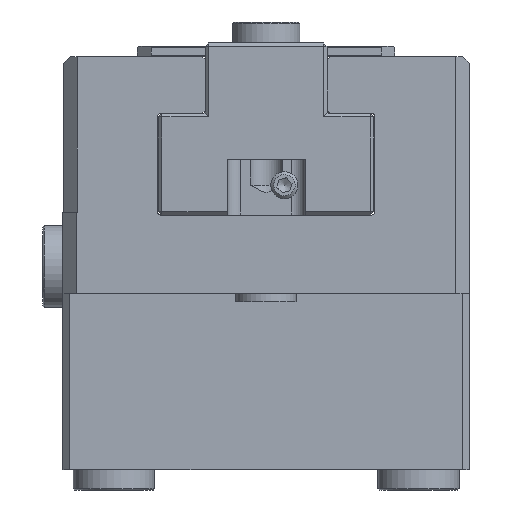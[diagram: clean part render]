
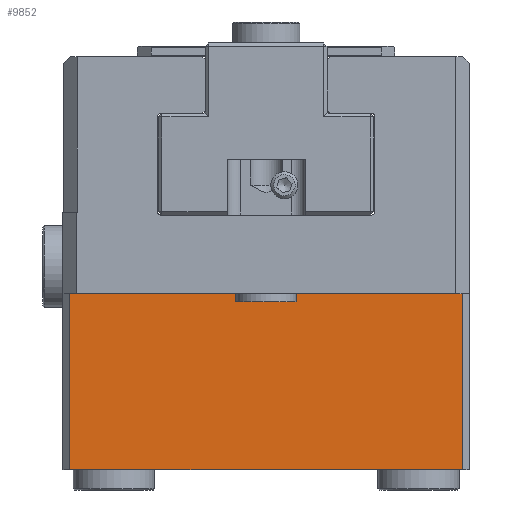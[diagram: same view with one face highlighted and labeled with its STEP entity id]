
A CAD part, left-side view. The second image highlights one B-rep face of the part: STEP entity #9852.
In plain terms, the highlighted planar face has unit normal (-1, 0, 0).
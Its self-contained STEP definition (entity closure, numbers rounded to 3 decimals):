
#945=PLANE('',#10655);
#1223=FACE_OUTER_BOUND('',#1768,.T.);
#1768=EDGE_LOOP('',(#6952,#6953,#6954,#6955));
#2436=LINE('',#14872,#3256);
#2441=LINE('',#14883,#3261);
#2442=LINE('',#14885,#3262);
#2443=LINE('',#14886,#3263);
#3256=VECTOR('',#11652,10.);
#3261=VECTOR('',#11661,10.);
#3262=VECTOR('',#11664,10.);
#3263=VECTOR('',#11665,10.);
#4315=VERTEX_POINT('',#14869);
#4316=VERTEX_POINT('',#14871);
#4317=VERTEX_POINT('',#14876);
#4320=VERTEX_POINT('',#14881);
#5364=EDGE_CURVE('',#4315,#4316,#2436,.T.);
#5369=EDGE_CURVE('',#4320,#4317,#2441,.T.);
#5370=EDGE_CURVE('',#4317,#4315,#2442,.T.);
#5371=EDGE_CURVE('',#4320,#4316,#2443,.T.);
#6952=ORIENTED_EDGE('',*,*,#5364,.F.);
#6953=ORIENTED_EDGE('',*,*,#5370,.F.);
#6954=ORIENTED_EDGE('',*,*,#5369,.F.);
#6955=ORIENTED_EDGE('',*,*,#5371,.T.);
#9852=ADVANCED_FACE('',(#1223),#945,.F.);
#10655=AXIS2_PLACEMENT_3D('',#14884,#11662,#11663);
#11652=DIRECTION('',(0.,0.,1.));
#11661=DIRECTION('',(0.,0.,-1.));
#11662=DIRECTION('center_axis',(1.,0.,0.));
#11663=DIRECTION('ref_axis',(0.,0.,-1.));
#11664=DIRECTION('',(0.,1.,0.));
#11665=DIRECTION('',(0.,1.,0.));
#14869=CARTESIAN_POINT('',(-50.,29.,0.));
#14871=CARTESIAN_POINT('',(-50.,29.,26.));
#14872=CARTESIAN_POINT('',(-50.,29.,13.));
#14876=CARTESIAN_POINT('',(-50.,-29.,0.));
#14881=CARTESIAN_POINT('',(-50.,-29.,26.));
#14883=CARTESIAN_POINT('',(-50.,-29.,13.));
#14884=CARTESIAN_POINT('Origin',(-50.,-30.,26.));
#14885=CARTESIAN_POINT('',(-50.,-15.,0.));
#14886=CARTESIAN_POINT('',(-50.,-30.,26.));
